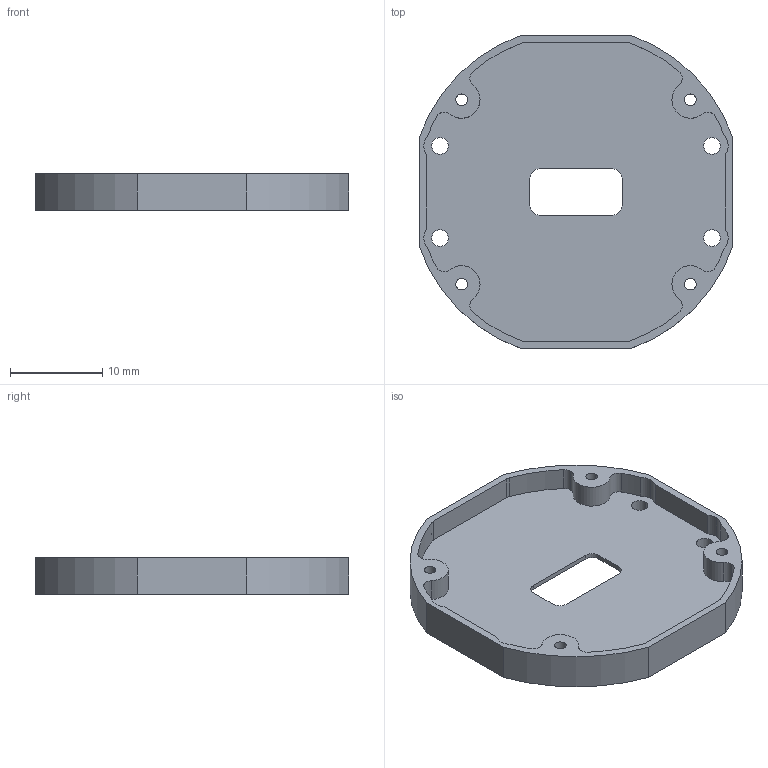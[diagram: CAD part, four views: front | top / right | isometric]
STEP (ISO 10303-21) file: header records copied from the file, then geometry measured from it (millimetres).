
FILE_DESCRIPTION (( 'STEP AP214' ), '1' );
FILE_NAME ('ÊÐÏÃ.735224.041 - Ïðîñòàâêà.STEP', '2024-11-22T07:31:38', ( '' ), ( '' ), 'SwSTEP 2.0', 'SolidWorks 2023', '' );
FILE_SCHEMA (( 'AUTOMOTIVE_DESIGN' ));
Length unit declared in the file: millimetre
Products named in the file (1): КРПГ.735224.041 - Проставка
Bounding box: 34 x 34 x 4 mm (x, y, z)
Volume: 910 mm3; surface area: 2810.2 mm2
Topology: 1 solids, 1 shells, 106 faces, 306 edges, 204 vertices
Faces by surface type: cylinder 82, plane 24
Entity records: 3721 total; most frequent: DIRECTION 684, CARTESIAN_POINT 617, ORIENTED_EDGE 612, EDGE_CURVE 306, AXIS2_PLACEMENT_3D 271, VERTEX_POINT 204, CIRCLE 164, VECTOR 142
